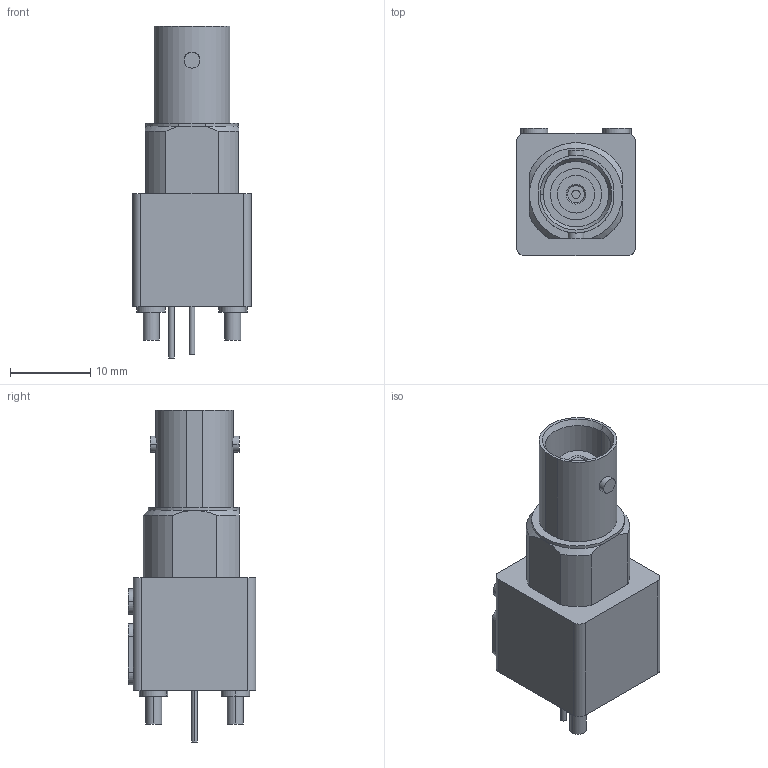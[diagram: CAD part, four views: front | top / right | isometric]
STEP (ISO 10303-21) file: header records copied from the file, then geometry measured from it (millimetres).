
FILE_DESCRIPTION((''),'2;1');
FILE_NAME('TYCO_5227673-1_Part1.stp','2013-09-17T10:29:50',(''),(''),'Mechanical Desktop 2011','Mechanical Desktop 2011',', , ');
FILE_SCHEMA(('AUTOMOTIVE_DESIGN { 1 2 10303 214 1 1 1 1 }'));
Length unit declared in the file: millimetre
Products named in the file (1): Product
Bounding box: 14.76 x 15.88 x 41.27 mm (x, y, z)
Volume: 4341 mm3; surface area: 3684 mm2
Topology: 23 solids, 23 shells, 164 faces, 336 edges, 222 vertices
Faces by surface type: plane 81, cylinder 76, cone 7
Entity records: 4499 total; most frequent: CARTESIAN_POINT 832, DIRECTION 808, ORIENTED_EDGE 672, EDGE_CURVE 336, AXIS2_PLACEMENT_3D 316, VERTEX_POINT 222, VECTOR 176, LINE 176
